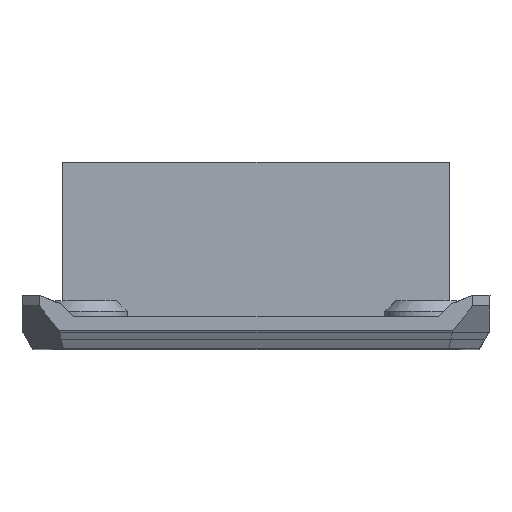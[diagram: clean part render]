
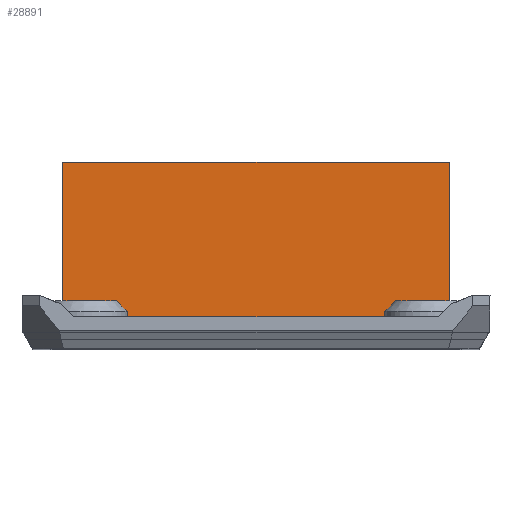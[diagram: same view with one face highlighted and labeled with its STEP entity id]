
A CAD part, top view. The second image highlights one B-rep face of the part: STEP entity #28891.
In plain terms, the highlighted planar face has unit normal (0, 0, 1).
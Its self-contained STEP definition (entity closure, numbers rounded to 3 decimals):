
#28722 = PLANE('',#28723);
#28723 = AXIS2_PLACEMENT_3D('',#28724,#28725,#28726);
#28724 = CARTESIAN_POINT('',(18.,0.,-36.9));
#28725 = DIRECTION('',(1.,0.,0.));
#28726 = DIRECTION('',(0.,0.,-1.));
#28750 = PLANE('',#28751);
#28751 = AXIS2_PLACEMENT_3D('',#28752,#28753,#28754);
#28752 = CARTESIAN_POINT('',(0.,-16.,-37.8));
#28753 = DIRECTION('',(0.,1.,0.));
#28754 = DIRECTION('',(0.,0.,1.));
#28778 = PLANE('',#28779);
#28779 = AXIS2_PLACEMENT_3D('',#28780,#28781,#28782);
#28780 = CARTESIAN_POINT('',(-18.,0.,-38.7));
#28781 = DIRECTION('',(-1.,-0.,0.));
#28782 = DIRECTION('',(0.,0.,1.));
#28804 = PLANE('',#28805);
#28805 = AXIS2_PLACEMENT_3D('',#28806,#28807,#28808);
#28806 = CARTESIAN_POINT('',(0.,-0.,-37.8));
#28807 = DIRECTION('',(0.,1.,0.));
#28808 = DIRECTION('',(0.,0.,1.));
#28821 = VERTEX_POINT('',#28822);
#28822 = CARTESIAN_POINT('',(-18.,-16.,-36.9));
#28843 = EDGE_CURVE('',#28844,#28821,#28846,.T.);
#28844 = VERTEX_POINT('',#28845);
#28845 = CARTESIAN_POINT('',(-18.,-0.,-36.9));
#28846 = SURFACE_CURVE('',#28847,(#28851,#28858),.PCURVE_S1.);
#28847 = LINE('',#28848,#28849);
#28848 = CARTESIAN_POINT('',(-18.,0.,-36.9));
#28849 = VECTOR('',#28850,1.);
#28850 = DIRECTION('',(0.,-1.,0.));
#28851 = PCURVE('',#28778,#28852);
#28852 = DEFINITIONAL_REPRESENTATION('',(#28853),#28857);
#28853 = LINE('',#28854,#28855);
#28854 = CARTESIAN_POINT('',(1.8,0.));
#28855 = VECTOR('',#28856,1.);
#28856 = DIRECTION('',(0.,-1.));
#28857 = ( GEOMETRIC_REPRESENTATION_CONTEXT(2) 
PARAMETRIC_REPRESENTATION_CONTEXT() REPRESENTATION_CONTEXT('2D SPACE',''
  ) );
#28858 = PCURVE('',#28859,#28864);
#28859 = PLANE('',#28860);
#28860 = AXIS2_PLACEMENT_3D('',#28861,#28862,#28863);
#28861 = CARTESIAN_POINT('',(-18.,0.,-36.9));
#28862 = DIRECTION('',(0.,0.,1.));
#28863 = DIRECTION('',(1.,0.,-0.));
#28864 = DEFINITIONAL_REPRESENTATION('',(#28865),#28869);
#28865 = LINE('',#28866,#28867);
#28866 = CARTESIAN_POINT('',(0.,0.));
#28867 = VECTOR('',#28868,1.);
#28868 = DIRECTION('',(0.,-1.));
#28869 = ( GEOMETRIC_REPRESENTATION_CONTEXT(2) 
PARAMETRIC_REPRESENTATION_CONTEXT() REPRESENTATION_CONTEXT('2D SPACE',''
  ) );
#28891 = ADVANCED_FACE('',(#28892),#28859,.T.);
#28892 = FACE_BOUND('',#28893,.T.);
#28893 = EDGE_LOOP('',(#28894,#28895,#28918,#28941));
#28894 = ORIENTED_EDGE('',*,*,#28843,.T.);
#28895 = ORIENTED_EDGE('',*,*,#28896,.T.);
#28896 = EDGE_CURVE('',#28821,#28897,#28899,.T.);
#28897 = VERTEX_POINT('',#28898);
#28898 = CARTESIAN_POINT('',(18.,-16.,-36.9));
#28899 = SURFACE_CURVE('',#28900,(#28904,#28911),.PCURVE_S1.);
#28900 = LINE('',#28901,#28902);
#28901 = CARTESIAN_POINT('',(-18.,-16.,-36.9));
#28902 = VECTOR('',#28903,1.);
#28903 = DIRECTION('',(1.,0.,0.));
#28904 = PCURVE('',#28859,#28905);
#28905 = DEFINITIONAL_REPRESENTATION('',(#28906),#28910);
#28906 = LINE('',#28907,#28908);
#28907 = CARTESIAN_POINT('',(0.,-16.));
#28908 = VECTOR('',#28909,1.);
#28909 = DIRECTION('',(1.,0.));
#28910 = ( GEOMETRIC_REPRESENTATION_CONTEXT(2) 
PARAMETRIC_REPRESENTATION_CONTEXT() REPRESENTATION_CONTEXT('2D SPACE',''
  ) );
#28911 = PCURVE('',#28750,#28912);
#28912 = DEFINITIONAL_REPRESENTATION('',(#28913),#28917);
#28913 = LINE('',#28914,#28915);
#28914 = CARTESIAN_POINT('',(0.9,-18.));
#28915 = VECTOR('',#28916,1.);
#28916 = DIRECTION('',(0.,1.));
#28917 = ( GEOMETRIC_REPRESENTATION_CONTEXT(2) 
PARAMETRIC_REPRESENTATION_CONTEXT() REPRESENTATION_CONTEXT('2D SPACE',''
  ) );
#28918 = ORIENTED_EDGE('',*,*,#28919,.F.);
#28919 = EDGE_CURVE('',#28920,#28897,#28922,.T.);
#28920 = VERTEX_POINT('',#28921);
#28921 = CARTESIAN_POINT('',(18.,0.,-36.9));
#28922 = SURFACE_CURVE('',#28923,(#28927,#28934),.PCURVE_S1.);
#28923 = LINE('',#28924,#28925);
#28924 = CARTESIAN_POINT('',(18.,0.,-36.9));
#28925 = VECTOR('',#28926,1.);
#28926 = DIRECTION('',(0.,-1.,0.));
#28927 = PCURVE('',#28859,#28928);
#28928 = DEFINITIONAL_REPRESENTATION('',(#28929),#28933);
#28929 = LINE('',#28930,#28931);
#28930 = CARTESIAN_POINT('',(36.,0.));
#28931 = VECTOR('',#28932,1.);
#28932 = DIRECTION('',(0.,-1.));
#28933 = ( GEOMETRIC_REPRESENTATION_CONTEXT(2) 
PARAMETRIC_REPRESENTATION_CONTEXT() REPRESENTATION_CONTEXT('2D SPACE',''
  ) );
#28934 = PCURVE('',#28722,#28935);
#28935 = DEFINITIONAL_REPRESENTATION('',(#28936),#28940);
#28936 = LINE('',#28937,#28938);
#28937 = CARTESIAN_POINT('',(0.,0.));
#28938 = VECTOR('',#28939,1.);
#28939 = DIRECTION('',(0.,-1.));
#28940 = ( GEOMETRIC_REPRESENTATION_CONTEXT(2) 
PARAMETRIC_REPRESENTATION_CONTEXT() REPRESENTATION_CONTEXT('2D SPACE',''
  ) );
#28941 = ORIENTED_EDGE('',*,*,#28942,.F.);
#28942 = EDGE_CURVE('',#28844,#28920,#28943,.T.);
#28943 = SURFACE_CURVE('',#28944,(#28948,#28955),.PCURVE_S1.);
#28944 = LINE('',#28945,#28946);
#28945 = CARTESIAN_POINT('',(-18.,0.,-36.9));
#28946 = VECTOR('',#28947,1.);
#28947 = DIRECTION('',(1.,0.,0.));
#28948 = PCURVE('',#28859,#28949);
#28949 = DEFINITIONAL_REPRESENTATION('',(#28950),#28954);
#28950 = LINE('',#28951,#28952);
#28951 = CARTESIAN_POINT('',(0.,0.));
#28952 = VECTOR('',#28953,1.);
#28953 = DIRECTION('',(1.,0.));
#28954 = ( GEOMETRIC_REPRESENTATION_CONTEXT(2) 
PARAMETRIC_REPRESENTATION_CONTEXT() REPRESENTATION_CONTEXT('2D SPACE',''
  ) );
#28955 = PCURVE('',#28804,#28956);
#28956 = DEFINITIONAL_REPRESENTATION('',(#28957),#28961);
#28957 = LINE('',#28958,#28959);
#28958 = CARTESIAN_POINT('',(0.9,-18.));
#28959 = VECTOR('',#28960,1.);
#28960 = DIRECTION('',(0.,1.));
#28961 = ( GEOMETRIC_REPRESENTATION_CONTEXT(2) 
PARAMETRIC_REPRESENTATION_CONTEXT() REPRESENTATION_CONTEXT('2D SPACE',''
  ) );
